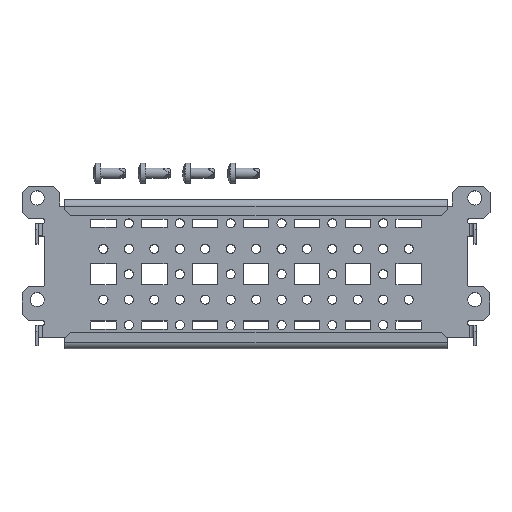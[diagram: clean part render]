
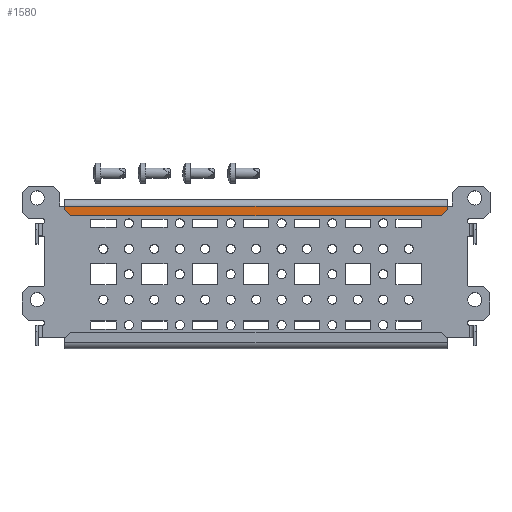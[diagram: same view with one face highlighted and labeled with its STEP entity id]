
A CAD part, top view. The second image highlights one B-rep face of the part: STEP entity #1580.
In plain terms, the highlighted planar face has unit normal (0, 0, 1).
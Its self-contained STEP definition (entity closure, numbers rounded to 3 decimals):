
#83 = ORIENTED_EDGE ( 'NONE', *, *, #6052, .F. ) ;
#115 = VERTEX_POINT ( 'NONE', #8796 ) ;
#692 = VECTOR ( 'NONE', #5279, 1000. ) ;
#737 = DIRECTION ( 'NONE',  ( -1., 0., 0. ) ) ;
#1231 = DIRECTION ( 'NONE',  ( 1., 0., 0. ) ) ;
#1323 = VERTEX_POINT ( 'NONE', #7984 ) ;
#1444 = ORIENTED_EDGE ( 'NONE', *, *, #12839, .F. ) ;
#1509 = CARTESIAN_POINT ( 'NONE',  ( -94., 35.25, 17.275 ) ) ;
#1580 = ADVANCED_FACE ( 'NONE', ( #11554 ), #3145, .F. ) ;
#1610 = LINE ( 'NONE', #2868, #692 ) ;
#2175 = ORIENTED_EDGE ( 'NONE', *, *, #4714, .T. ) ;
#2295 = EDGE_LOOP ( 'NONE', ( #1444, #12147, #2795, #2175, #10847, #83 ) ) ;
#2795 = ORIENTED_EDGE ( 'NONE', *, *, #7303, .F. ) ;
#2868 = CARTESIAN_POINT ( 'NONE',  ( -91., 28.75, 17.275 ) ) ;
#2956 = CARTESIAN_POINT ( 'NONE',  ( 91., 28.75, 17.275 ) ) ;
#3036 = VECTOR ( 'NONE', #11871, 1000. ) ;
#3145 = PLANE ( 'NONE',  #10080 ) ;
#3219 = CARTESIAN_POINT ( 'NONE',  ( -94., 28.75, 17.275 ) ) ;
#3413 = EDGE_CURVE ( 'NONE', #1323, #4200, #1610, .T. ) ;
#4200 = VERTEX_POINT ( 'NONE', #10497 ) ;
#4714 = EDGE_CURVE ( 'NONE', #7279, #115, #9279, .T. ) ;
#4976 = DIRECTION ( 'NONE',  ( 0., 1., 0. ) ) ;
#5006 = CARTESIAN_POINT ( 'NONE',  ( 94., 28.75, 17.275 ) ) ;
#5279 = DIRECTION ( 'NONE',  ( 0.707, -0.707, 0. ) ) ;
#5573 = CARTESIAN_POINT ( 'NONE',  ( -94., 33.375, 17.275 ) ) ;
#6052 = EDGE_CURVE ( 'NONE', #7328, #10781, #9903, .T. ) ;
#7202 = CARTESIAN_POINT ( 'NONE',  ( 94., 31.75, 17.275 ) ) ;
#7279 = VERTEX_POINT ( 'NONE', #2956 ) ;
#7303 = EDGE_CURVE ( 'NONE', #7279, #4200, #14437, .T. ) ;
#7328 = VERTEX_POINT ( 'NONE', #5573 ) ;
#7984 = CARTESIAN_POINT ( 'NONE',  ( -94., 31.75, 17.275 ) ) ;
#8796 = CARTESIAN_POINT ( 'NONE',  ( 94., 31.75, 17.275 ) ) ;
#8934 = CARTESIAN_POINT ( 'NONE',  ( -94., 35.25, 17.275 ) ) ;
#9279 = LINE ( 'NONE', #7202, #3036 ) ;
#9316 = DIRECTION ( 'NONE',  ( -1., 0., 0. ) ) ;
#9636 = DIRECTION ( 'NONE',  ( 0., -1., 0. ) ) ;
#9770 = EDGE_CURVE ( 'NONE', #10781, #115, #9985, .T. ) ;
#9903 = LINE ( 'NONE', #10466, #14105 ) ;
#9985 = LINE ( 'NONE', #5006, #10173 ) ;
#10080 = AXIS2_PLACEMENT_3D ( 'NONE', #8934, #12431, #737 ) ;
#10173 = VECTOR ( 'NONE', #9636, 1000. ) ;
#10466 = CARTESIAN_POINT ( 'NONE',  ( 94., 33.375, 17.275 ) ) ;
#10497 = CARTESIAN_POINT ( 'NONE',  ( -91., 28.75, 17.275 ) ) ;
#10781 = VERTEX_POINT ( 'NONE', #12829 ) ;
#10847 = ORIENTED_EDGE ( 'NONE', *, *, #9770, .F. ) ;
#11331 = VECTOR ( 'NONE', #9316, 1000. ) ;
#11437 = LINE ( 'NONE', #1509, #11627 ) ;
#11554 = FACE_OUTER_BOUND ( 'NONE', #2295, .T. ) ;
#11627 = VECTOR ( 'NONE', #4976, 1000. ) ;
#11871 = DIRECTION ( 'NONE',  ( 0.707, 0.707, 0. ) ) ;
#12147 = ORIENTED_EDGE ( 'NONE', *, *, #3413, .T. ) ;
#12431 = DIRECTION ( 'NONE',  ( 0., 0., -1. ) ) ;
#12829 = CARTESIAN_POINT ( 'NONE',  ( 94., 33.375, 17.275 ) ) ;
#12839 = EDGE_CURVE ( 'NONE', #1323, #7328, #11437, .T. ) ;
#14105 = VECTOR ( 'NONE', #1231, 1000. ) ;
#14437 = LINE ( 'NONE', #3219, #11331 ) ;
